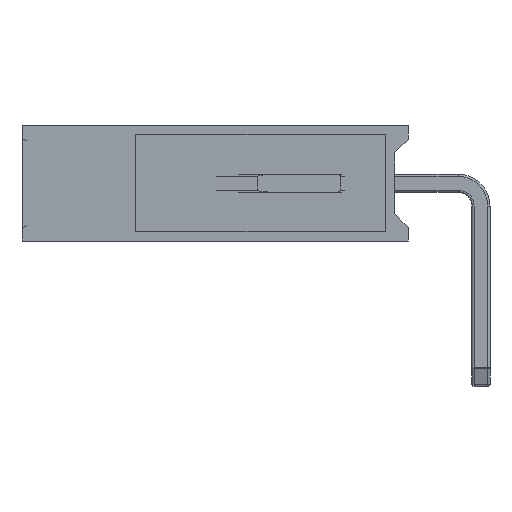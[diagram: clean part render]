
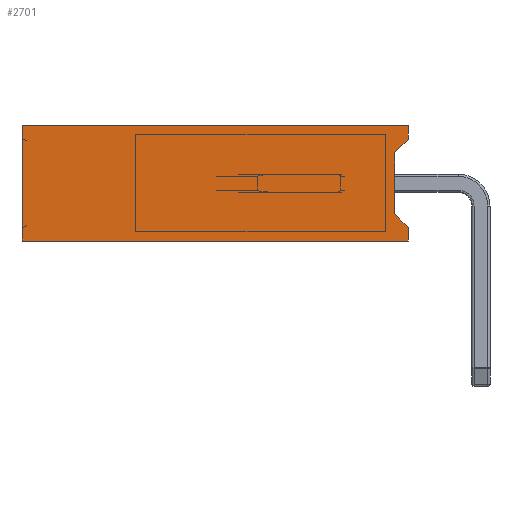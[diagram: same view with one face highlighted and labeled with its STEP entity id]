
A CAD part, left-side view. The second image highlights one B-rep face of the part: STEP entity #2701.
In plain terms, the highlighted planar face has unit normal (-1, 0, 0).
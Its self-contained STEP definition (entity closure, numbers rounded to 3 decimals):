
#194=PLANE('',#2939);
#269=FACE_OUTER_BOUND('',#432,.T.);
#432=EDGE_LOOP('',(#1801,#1802,#1803,#1804,#1805,#1806,#1807,#1808));
#599=LINE('',#4250,#797);
#603=LINE('',#4258,#801);
#609=LINE('',#4273,#807);
#620=LINE('',#4293,#818);
#621=LINE('',#4296,#819);
#624=LINE('',#4302,#822);
#625=LINE('',#4304,#823);
#626=LINE('',#4305,#824);
#797=VECTOR('',#3344,10.);
#801=VECTOR('',#3350,10.);
#807=VECTOR('',#3362,10.);
#818=VECTOR('',#3379,10.);
#819=VECTOR('',#3382,10.);
#822=VECTOR('',#3387,10.);
#823=VECTOR('',#3388,10.);
#824=VECTOR('',#3389,10.);
#1151=VERTEX_POINT('',#4248);
#1152=VERTEX_POINT('',#4249);
#1155=VERTEX_POINT('',#4257);
#1161=VERTEX_POINT('',#4272);
#1167=VERTEX_POINT('',#4291);
#1168=VERTEX_POINT('',#4295);
#1170=VERTEX_POINT('',#4301);
#1171=VERTEX_POINT('',#4303);
#1375=EDGE_CURVE('',#1151,#1152,#599,.T.);
#1379=EDGE_CURVE('',#1155,#1152,#603,.T.);
#1387=EDGE_CURVE('',#1155,#1161,#609,.T.);
#1398=EDGE_CURVE('',#1151,#1167,#620,.T.);
#1399=EDGE_CURVE('',#1168,#1161,#621,.T.);
#1402=EDGE_CURVE('',#1167,#1170,#624,.T.);
#1403=EDGE_CURVE('',#1171,#1170,#625,.T.);
#1404=EDGE_CURVE('',#1168,#1171,#626,.T.);
#1801=ORIENTED_EDGE('',*,*,#1379,.T.);
#1802=ORIENTED_EDGE('',*,*,#1375,.F.);
#1803=ORIENTED_EDGE('',*,*,#1398,.T.);
#1804=ORIENTED_EDGE('',*,*,#1402,.T.);
#1805=ORIENTED_EDGE('',*,*,#1403,.F.);
#1806=ORIENTED_EDGE('',*,*,#1404,.F.);
#1807=ORIENTED_EDGE('',*,*,#1399,.T.);
#1808=ORIENTED_EDGE('',*,*,#1387,.F.);
#2701=ADVANCED_FACE('',(#269),#194,.T.);
#2939=AXIS2_PLACEMENT_3D('',#4300,#3385,#3386);
#3344=DIRECTION('',(0.,0.707,-0.707));
#3350=DIRECTION('',(0.,0.,1.));
#3362=DIRECTION('',(0.,-0.707,-0.707));
#3379=DIRECTION('',(0.,0.,1.));
#3382=DIRECTION('',(0.,0.,1.));
#3385=DIRECTION('center_axis',(-1.,0.,0.));
#3386=DIRECTION('ref_axis',(0.,0.,
1.));
#3387=DIRECTION('',(0.,1.,0.));
#3388=DIRECTION('',(0.,0.,1.));
#3389=DIRECTION('',(0.,1.,0.));
#4248=CARTESIAN_POINT('',(-1.27,1.6,2.24));
#4249=CARTESIAN_POINT('',(-1.27,1.9,1.94));
#4250=CARTESIAN_POINT('',(-1.27,2.235,1.605));
#4257=CARTESIAN_POINT('',(-1.27,1.9,0.6));
#4258=CARTESIAN_POINT('',(-1.27,1.9,0.635));
#4272=CARTESIAN_POINT('',(-1.27,1.6,0.3));
#4273=CARTESIAN_POINT('',(-1.27,1.6,0.3));
#4291=CARTESIAN_POINT('',(-1.27,1.6,2.54));
#4293=CARTESIAN_POINT('',(-1.27,1.6,0.));
#4295=CARTESIAN_POINT('',(-1.27,1.6,0.));
#4296=CARTESIAN_POINT('',(-1.27,1.6,0.));
#4300=CARTESIAN_POINT('Origin',(-1.27,1.6,0.));
#4301=CARTESIAN_POINT('',(-1.27,10.1,2.54));
#4302=CARTESIAN_POINT('',(-1.27,1.6,2.54));
#4303=CARTESIAN_POINT('',(-1.27,10.1,0.));
#4304=CARTESIAN_POINT('',(-1.27,10.1,0.));
#4305=CARTESIAN_POINT('',(-1.27,1.6,0.));
